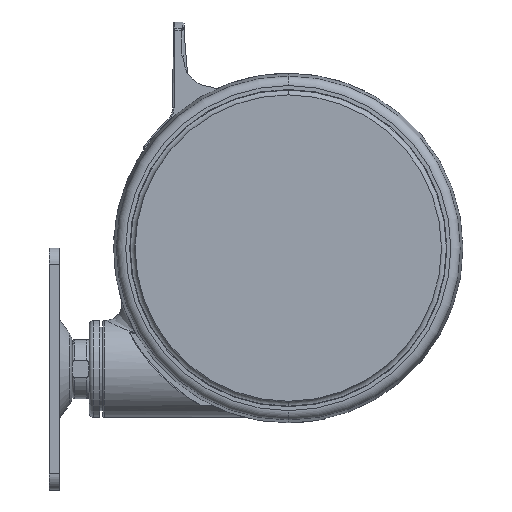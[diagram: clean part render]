
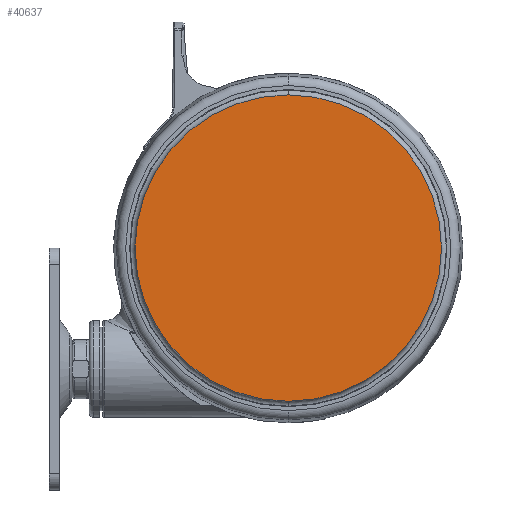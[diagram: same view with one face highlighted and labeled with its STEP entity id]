
A CAD part, left-side view. The second image highlights one B-rep face of the part: STEP entity #40637.
In plain terms, the highlighted face is planar.
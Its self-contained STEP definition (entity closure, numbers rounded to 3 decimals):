
#10881 = AXIS2_PLACEMENT_3D ( 'NONE', #69934, #31684, #76250 ) ;
#14899 = EDGE_CURVE ( 'NONE', #31316, #31272, #49527, .T. ) ;
#22853 = AXIS2_PLACEMENT_3D ( 'NONE', #67783, #35984, #80538 ) ;
#23168 = PLANE ( 'NONE',  #22853 ) ;
#29698 = CARTESIAN_POINT ( 'NONE',  ( 0., 0., -68.2 ) ) ;
#29818 = EDGE_CURVE ( 'NONE', #31272, #31316, #36738, .T. ) ;
#30174 = FACE_OUTER_BOUND ( 'NONE', #42712, .T. ) ;
#31272 = VERTEX_POINT ( 'NONE', #49348 ) ;
#31316 = VERTEX_POINT ( 'NONE', #62393 ) ;
#31684 = DIRECTION ( 'NONE',  ( 0., 0., -1. ) ) ;
#35571 = ORIENTED_EDGE ( 'NONE', *, *, #14899, .T. ) ;
#35984 = DIRECTION ( 'NONE',  ( 0., 0., -1. ) ) ;
#36143 = DIRECTION ( 'NONE',  ( -1., 0., 0. ) ) ;
#36738 = CIRCLE ( 'NONE', #10881, 57. ) ;
#40637 = ADVANCED_FACE ( 'NONE', ( #30174 ), #23168, .T. ) ;
#42712 = EDGE_LOOP ( 'NONE', ( #35571, #74150 ) ) ;
#47246 = AXIS2_PLACEMENT_3D ( 'NONE', #29698, #74288, #36143 ) ;
#49348 = CARTESIAN_POINT ( 'NONE',  ( -57., 0., -68.2 ) ) ;
#49527 = CIRCLE ( 'NONE', #47246, 57. ) ;
#62393 = CARTESIAN_POINT ( 'NONE',  ( 57., 0., -68.2 ) ) ;
#67783 = CARTESIAN_POINT ( 'NONE',  ( 0., 0., -68.2 ) ) ;
#69934 = CARTESIAN_POINT ( 'NONE',  ( 0., 0., -68.2 ) ) ;
#74150 = ORIENTED_EDGE ( 'NONE', *, *, #29818, .T. ) ;
#74288 = DIRECTION ( 'NONE',  ( 0., 0., -1. ) ) ;
#76250 = DIRECTION ( 'NONE',  ( -1., 0., 0. ) ) ;
#80538 = DIRECTION ( 'NONE',  ( -1., 0., 0. ) ) ;
